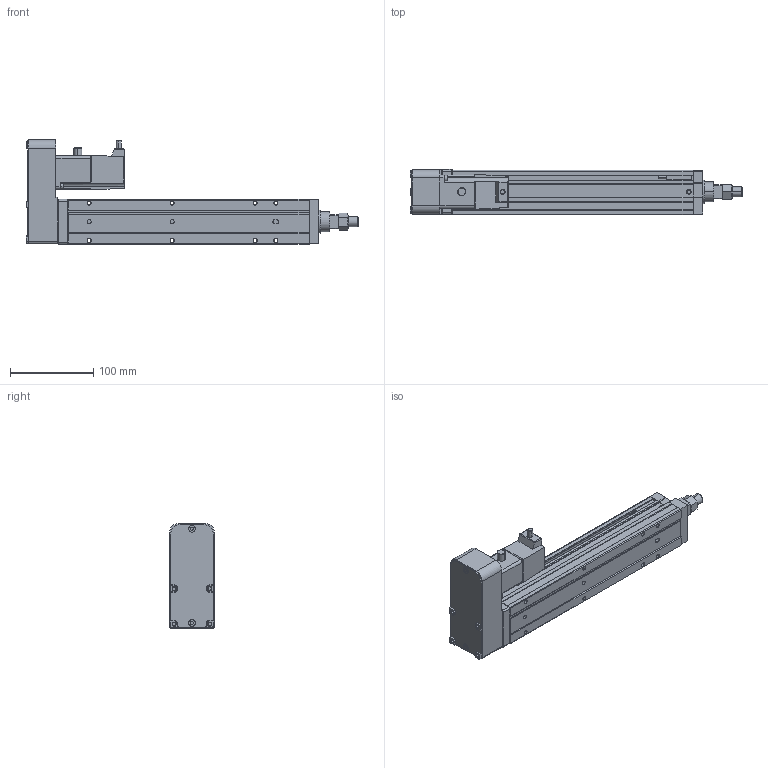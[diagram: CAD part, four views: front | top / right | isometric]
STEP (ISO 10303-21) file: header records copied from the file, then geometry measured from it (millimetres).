
FILE_DESCRIPTION (( 'STEP AP214' ), '1' );
FILE_NAME ('ETU05BL-12XLD-0150-XXXX.STEP', '2025-02-27T14:48:01', ( '' ), ( '' ), 'SwSTEP 2.0', 'SolidWorks 2022', '' );
FILE_SCHEMA (( 'AUTOMOTIVE_DESIGN' ));
Length unit declared in the file: millimetre
Products named in the file (10): ETU05-150MOTOR; ETU05-150ROD; ETU05-150BODY2; ETU05-150NUT; ETU05-150SENSOR; ETU05BL-12XLD-0150-XXXX; ETU05-150BODY0; ETU05-150BODY3; ETU05-150BODY1; FANG STICKER
Assembly tree (10 placements, depth 2):
  ETU05BL-12XLD-0150-XXXX
    ETU05-150BODY0
    ETU05-150BODY1
    ETU05-150BODY2
    ETU05-150MOTOR
    ETU05-150BODY3
    ETU05-150ROD
    ETU05-150NUT
    ETU05-150SENSOR  x2
    FANG STICKER
Bounding box: 400 x 55.25 x 125.77 mm (x, y, z)
Volume: 1057434.2 mm3; surface area: 180503.2 mm2
Topology: 10 solids, 10 shells, 848 faces, 2156 edges, 1389 vertices
Faces by surface type: plane 524, cylinder 222, cone 92, torus 10
Entity records: 25592 total; most frequent: CARTESIAN_POINT 4550, DIRECTION 4315, ORIENTED_EDGE 4236, EDGE_CURVE 2118, LINE 1527, VECTOR 1527, AXIS2_PLACEMENT_3D 1394, VERTEX_POINT 1369
